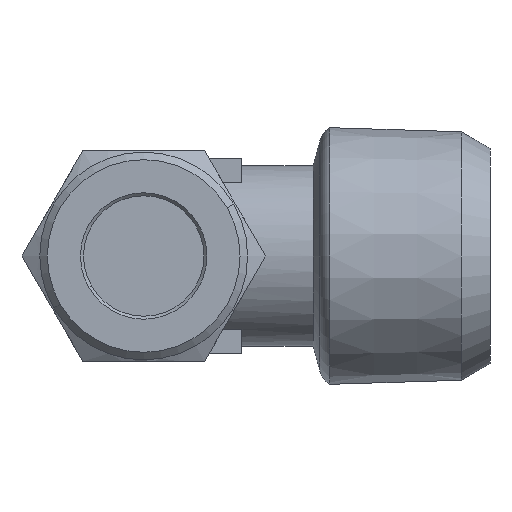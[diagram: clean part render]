
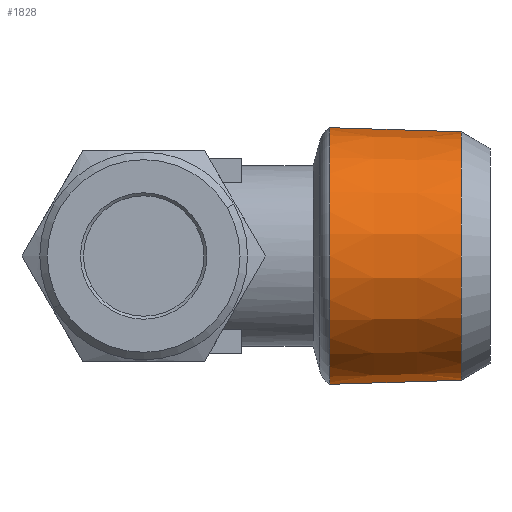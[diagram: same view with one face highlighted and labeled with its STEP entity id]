
A CAD part, left-side view. The second image highlights one B-rep face of the part: STEP entity #1828.
In plain terms, the highlighted conical face has half-angle 1.79 degrees and reference radius 8.25 mm.
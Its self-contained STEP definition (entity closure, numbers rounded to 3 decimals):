
#331 = CARTESIAN_POINT ( 'NONE',  ( 0., 13.142, 8.523 ) ) ;
#332 = CARTESIAN_POINT ( 'NONE',  ( 0., 4.405, 8.25 ) ) ;
#333 = CARTESIAN_POINT ( 'NONE',  ( 0., 4.405, -8.25 ) ) ;
#334 = CARTESIAN_POINT ( 'NONE',  ( 0., 13.142, -8.523 ) ) ;
#614 = EDGE_LOOP ( 'NONE', ( #2371, #2370, #2369, #2368 ) ) ;
#812 = CIRCLE ( 'NONE', #2188, 8.25 ) ;
#970 = CARTESIAN_POINT ( 'NONE',  ( 0., 4.405, 0. ) ) ;
#971 = DIRECTION ( 'NONE',  ( 0., -1., 0. ) ) ;
#972 = DIRECTION ( 'NONE',  ( 0., 0., -1. ) ) ;
#1118 = CARTESIAN_POINT ( 'NONE',  ( 0., 13.142, 0. ) ) ;
#1119 = DIRECTION ( 'NONE',  ( 0., 1., 0. ) ) ;
#1120 = DIRECTION ( 'NONE',  ( 0., 0., -1. ) ) ;
#1226 = CARTESIAN_POINT ( 'NONE',  ( 0., 4.405, -8.25 ) ) ;
#1230 = DIRECTION ( 'NONE',  ( 0., 1., -0.031 ) ) ;
#1231 = DIRECTION ( 'NONE',  ( 0., 1., 0.031 ) ) ;
#1232 = CARTESIAN_POINT ( 'NONE',  ( 0., 4.405, 8.25 ) ) ;
#1331 = FACE_OUTER_BOUND ( 'NONE', #614, .T. ) ;
#1336 = CONICAL_SURFACE ( 'NONE', #2569, 8.25, 0.031 ) ;
#1461 = LINE ( 'NONE', #1226, #1467 ) ;
#1466 = LINE ( 'NONE', #1232, #1470 ) ;
#1467 = VECTOR ( 'NONE', #1230, 1000. ) ;
#1470 = VECTOR ( 'NONE', #1231, 1000. ) ;
#1520 = CIRCLE ( 'NONE', #2184, 8.523 ) ;
#1732 = DIRECTION ( 'NONE',  ( 0., 1., 0. ) ) ;
#1733 = DIRECTION ( 'NONE',  ( 0., 0., 1. ) ) ;
#1736 = CARTESIAN_POINT ( 'NONE',  ( 0., 4.405, 0. ) ) ;
#1828 = ADVANCED_FACE ( 'NONE', ( #1331 ), #1336, .T. ) ;
#2184 = AXIS2_PLACEMENT_3D ( 'NONE', #1118, #1119, #1120 ) ;
#2188 = AXIS2_PLACEMENT_3D ( 'NONE', #970, #971, #972 ) ;
#2314 = EDGE_CURVE ( 'NONE', #2756, #2757, #1461, .T. ) ;
#2316 = EDGE_CURVE ( 'NONE', #2755, #2754, #1466, .T. ) ;
#2368 = ORIENTED_EDGE ( 'NONE', *, *, #2387, .F. ) ;
#2369 = ORIENTED_EDGE ( 'NONE', *, *, #2316, .T. ) ;
#2370 = ORIENTED_EDGE ( 'NONE', *, *, #2425, .F. ) ;
#2371 = ORIENTED_EDGE ( 'NONE', *, *, #2314, .F. ) ;
#2387 = EDGE_CURVE ( 'NONE', #2757, #2754, #1520, .T. ) ;
#2425 = EDGE_CURVE ( 'NONE', #2755, #2756, #812, .T. ) ;
#2569 = AXIS2_PLACEMENT_3D ( 'NONE', #1736, #1732, #1733 ) ;
#2754 = VERTEX_POINT ( 'NONE', #331 ) ;
#2755 = VERTEX_POINT ( 'NONE', #332 ) ;
#2756 = VERTEX_POINT ( 'NONE', #333 ) ;
#2757 = VERTEX_POINT ( 'NONE', #334 ) ;
